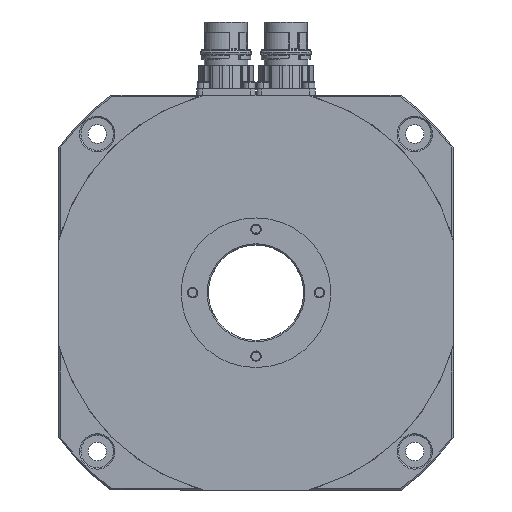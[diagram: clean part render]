
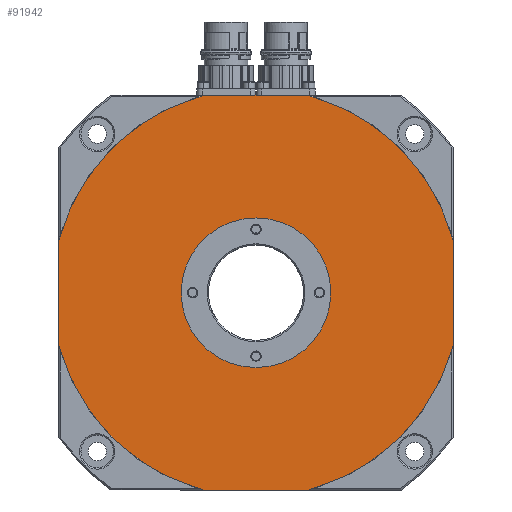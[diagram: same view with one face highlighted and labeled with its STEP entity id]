
A CAD part, left-side view. The second image highlights one B-rep face of the part: STEP entity #91942.
In plain terms, the highlighted planar face has unit normal (-1, 0, 0).
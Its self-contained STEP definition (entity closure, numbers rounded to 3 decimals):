
#1906 = EDGE_CURVE ( 'NONE', #101382, #110083, #98685, .T. ) ;
#4059 = CARTESIAN_POINT ( 'NONE',  ( -39.5, 72.5, -72.5 ) ) ;
#4469 = CARTESIAN_POINT ( 'NONE',  ( -39.5, 72.5, 19.203 ) ) ;
#5141 = CIRCLE ( 'NONE', #88771, 27.5 ) ;
#6654 = CARTESIAN_POINT ( 'NONE',  ( -39.5, -19.203, 72.5 ) ) ;
#6712 = VERTEX_POINT ( 'NONE', #108058 ) ;
#8271 = CARTESIAN_POINT ( 'NONE',  ( -39.5, 0., 0. ) ) ;
#10674 = CARTESIAN_POINT ( 'NONE',  ( -39.5, -19.203, -72.5 ) ) ;
#15957 = EDGE_CURVE ( 'NONE', #6712, #66001, #47316, .T. ) ;
#16016 = DIRECTION ( 'NONE',  ( 0., 0., 1. ) ) ;
#16597 = DIRECTION ( 'NONE',  ( 0., 0., 1. ) ) ;
#17948 = VERTEX_POINT ( 'NONE', #72636 ) ;
#18248 = FACE_OUTER_BOUND ( 'NONE', #22132, .T. ) ;
#20586 = ORIENTED_EDGE ( 'NONE', *, *, #69452, .T. ) ;
#20766 = ORIENTED_EDGE ( 'NONE', *, *, #43698, .T. ) ;
#21424 = DIRECTION ( 'NONE',  ( 0., 0., 1. ) ) ;
#22132 = EDGE_LOOP ( 'NONE', ( #20766, #20586, #61214, #42514, #75380, #107257, #58494, #44243 ) ) ;
#22483 = DIRECTION ( 'NONE',  ( 0., 0., 1. ) ) ;
#23824 = PLANE ( 'NONE',  #94160 ) ;
#24767 = AXIS2_PLACEMENT_3D ( 'NONE', #90018, #53756, #16016 ) ;
#28154 = LINE ( 'NONE', #111209, #99417 ) ;
#29337 = EDGE_CURVE ( 'NONE', #62303, #44202, #54699, .T. ) ;
#30006 = AXIS2_PLACEMENT_3D ( 'NONE', #106033, #87725, #41573 ) ;
#30510 = VECTOR ( 'NONE', #96578, 1000. ) ;
#30807 = CARTESIAN_POINT ( 'NONE',  ( -39.5, 0., 0. ) ) ;
#31464 = DIRECTION ( 'NONE',  ( 0., -1., 0. ) ) ;
#32925 = CARTESIAN_POINT ( 'NONE',  ( -39.5, -72.5, 72.5 ) ) ;
#37762 = DIRECTION ( 'NONE',  ( 0., 0., 1. ) ) ;
#38568 = CIRCLE ( 'NONE', #99910, 75. ) ;
#39204 = DIRECTION ( 'NONE',  ( 0., 0., -1. ) ) ;
#41573 = DIRECTION ( 'NONE',  ( 0., 0., 1. ) ) ;
#42514 = ORIENTED_EDGE ( 'NONE', *, *, #52049, .T. ) ;
#42661 = VECTOR ( 'NONE', #116858, 1000. ) ;
#43698 = EDGE_CURVE ( 'NONE', #92444, #103090, #89643, .T. ) ;
#43966 = CIRCLE ( 'NONE', #24767, 75. ) ;
#44202 = VERTEX_POINT ( 'NONE', #88089 ) ;
#44243 = ORIENTED_EDGE ( 'NONE', *, *, #65944, .T. ) ;
#47316 = CIRCLE ( 'NONE', #100017, 27.5 ) ;
#52049 = EDGE_CURVE ( 'NONE', #17948, #101382, #43966, .T. ) ;
#53756 = DIRECTION ( 'NONE',  ( -1., 0., 0. ) ) ;
#54699 = LINE ( 'NONE', #32925, #30510 ) ;
#56800 = CARTESIAN_POINT ( 'NONE',  ( -39.5, 0., 0. ) ) ;
#57539 = EDGE_CURVE ( 'NONE', #66001, #6712, #5141, .T. ) ;
#58494 = ORIENTED_EDGE ( 'NONE', *, *, #29337, .T. ) ;
#61214 = ORIENTED_EDGE ( 'NONE', *, *, #102800, .T. ) ;
#62303 = VERTEX_POINT ( 'NONE', #94496 ) ;
#65944 = EDGE_CURVE ( 'NONE', #44202, #92444, #99571, .T. ) ;
#66001 = VERTEX_POINT ( 'NONE', #114783 ) ;
#67087 = CARTESIAN_POINT ( 'NONE',  ( -39.5, 0., 0. ) ) ;
#68481 = AXIS2_PLACEMENT_3D ( 'NONE', #8271, #117262, #16597 ) ;
#69452 = EDGE_CURVE ( 'NONE', #103090, #80765, #82176, .T. ) ;
#69750 = CARTESIAN_POINT ( 'NONE',  ( -39.5, 19.203, 72.5 ) ) ;
#72636 = CARTESIAN_POINT ( 'NONE',  ( -39.5, 72.5, -19.203 ) ) ;
#74730 = DIRECTION ( 'NONE',  ( -1., 0., 0. ) ) ;
#75380 = ORIENTED_EDGE ( 'NONE', *, *, #1906, .T. ) ;
#80066 = CARTESIAN_POINT ( 'NONE',  ( -39.5, 19.203, -72.5 ) ) ;
#80765 = VERTEX_POINT ( 'NONE', #4469 ) ;
#82176 = CIRCLE ( 'NONE', #68481, 75. ) ;
#87725 = DIRECTION ( 'NONE',  ( -1., 0., 0. ) ) ;
#88089 = CARTESIAN_POINT ( 'NONE',  ( -39.5, -72.5, 19.203 ) ) ;
#88771 = AXIS2_PLACEMENT_3D ( 'NONE', #30807, #112791, #22483 ) ;
#88972 = EDGE_CURVE ( 'NONE', #110083, #62303, #38568, .T. ) ;
#89643 = LINE ( 'NONE', #90598, #42661 ) ;
#90018 = CARTESIAN_POINT ( 'NONE',  ( -39.5, 0., 0. ) ) ;
#90598 = CARTESIAN_POINT ( 'NONE',  ( -39.5, 72.5, 72.5 ) ) ;
#91626 = VECTOR ( 'NONE', #31464, 1000. ) ;
#91942 = ADVANCED_FACE ( 'NONE', ( #18248, #106527 ), #23824, .T. ) ;
#92444 = VERTEX_POINT ( 'NONE', #6654 ) ;
#94160 = AXIS2_PLACEMENT_3D ( 'NONE', #106587, #97040, #115711 ) ;
#94496 = CARTESIAN_POINT ( 'NONE',  ( -39.5, -72.5, -19.203 ) ) ;
#95404 = DIRECTION ( 'NONE',  ( -1., 0., 0. ) ) ;
#96578 = DIRECTION ( 'NONE',  ( 0., 0., 1. ) ) ;
#97040 = DIRECTION ( 'NONE',  ( -1., 0., 0. ) ) ;
#98685 = LINE ( 'NONE', #4059, #91626 ) ;
#99417 = VECTOR ( 'NONE', #39204, 1000. ) ;
#99571 = CIRCLE ( 'NONE', #30006, 75. ) ;
#99910 = AXIS2_PLACEMENT_3D ( 'NONE', #56800, #74730, #37762 ) ;
#100017 = AXIS2_PLACEMENT_3D ( 'NONE', #67087, #95404, #21424 ) ;
#101382 = VERTEX_POINT ( 'NONE', #80066 ) ;
#101689 = EDGE_LOOP ( 'NONE', ( #103057, #104847 ) ) ;
#102800 = EDGE_CURVE ( 'NONE', #80765, #17948, #28154, .T. ) ;
#103057 = ORIENTED_EDGE ( 'NONE', *, *, #15957, .F. ) ;
#103090 = VERTEX_POINT ( 'NONE', #69750 ) ;
#104847 = ORIENTED_EDGE ( 'NONE', *, *, #57539, .F. ) ;
#106033 = CARTESIAN_POINT ( 'NONE',  ( -39.5, 0., 0. ) ) ;
#106527 = FACE_BOUND ( 'NONE', #101689, .T. ) ;
#106587 = CARTESIAN_POINT ( 'NONE',  ( -39.5, 0., 0. ) ) ;
#107257 = ORIENTED_EDGE ( 'NONE', *, *, #88972, .T. ) ;
#108058 = CARTESIAN_POINT ( 'NONE',  ( -39.5, 0., -27.5 ) ) ;
#110083 = VERTEX_POINT ( 'NONE', #10674 ) ;
#111209 = CARTESIAN_POINT ( 'NONE',  ( -39.5, 72.5, 72.5 ) ) ;
#112791 = DIRECTION ( 'NONE',  ( -1., 0., 0. ) ) ;
#114783 = CARTESIAN_POINT ( 'NONE',  ( -39.5, 0., 27.5 ) ) ;
#115711 = DIRECTION ( 'NONE',  ( 0., 0., 1. ) ) ;
#116858 = DIRECTION ( 'NONE',  ( 0., 1., 0. ) ) ;
#117262 = DIRECTION ( 'NONE',  ( -1., 0., 0. ) ) ;
